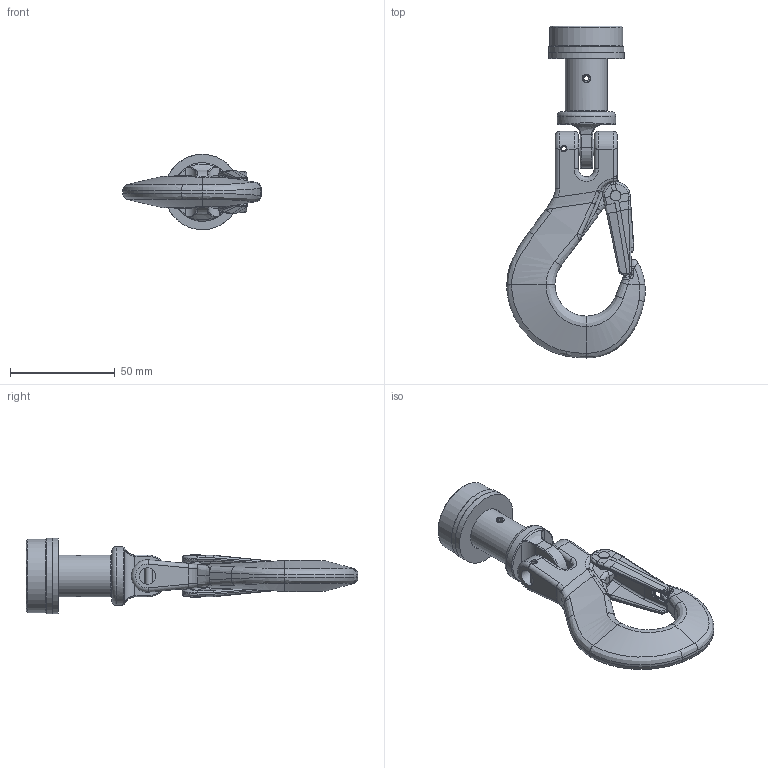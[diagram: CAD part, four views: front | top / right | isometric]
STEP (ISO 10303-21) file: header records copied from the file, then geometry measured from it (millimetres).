
FILE_DESCRIPTION(/* description */ ('CROCHET Ø20 CE'),/* implementation_level */ '2;1');
FILE_NAME(/* name */ '8832S.stp',/* time_stamp */ '2019-08-05T14:54:47+02:00',/* author */ ('Florian'),/* organization */ (''),/* preprocessor_version */ 'ST-DEVELOPER v17.2',/* originating_system */ 'Autodesk Inventor 2019',/* authorisation */ '');
FILE_SCHEMA (('AUTOMOTIVE_DESIGN { 1 0 10303 214 3 1 1 }'));
Length unit declared in the file: millimetre
Products named in the file (1): 8832S
Bounding box: 66.14 x 158.5 x 36 mm (x, y, z)
Volume: 68066.1 mm3; surface area: 23659.7 mm2
Topology: 2 solids, 3 shells, 446 faces, 1130 edges, 671 vertices
Faces by surface type: bspline 176, cylinder 131, plane 103, torus 22, cone 8, sphere 6
Full cylindrical faces by diameter (mm): 3 x2, 4 x1, 5 x5, 8 x3, 10 x1, 10.106 x2, 20 x1, 21 x2, 28 x1, 35 x1, 36 x2
Entity records: 22719 total; most frequent: CARTESIAN_POINT 12617, ORIENTED_EDGE 2226, DIRECTION 1729, EDGE_CURVE 1113, AXIS2_PLACEMENT_3D 705, VERTEX_POINT 671, EDGE_LOOP 464, STYLED_ITEM 448
